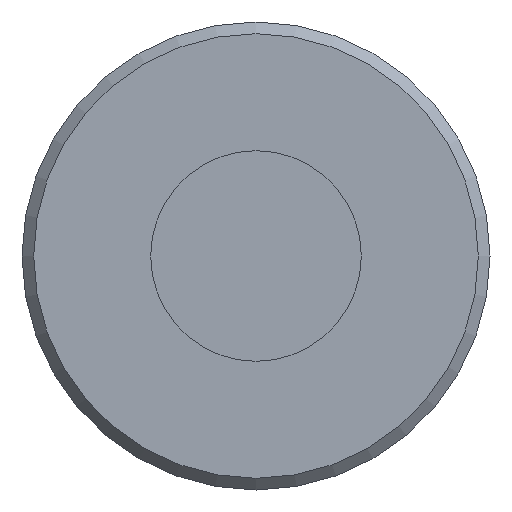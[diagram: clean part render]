
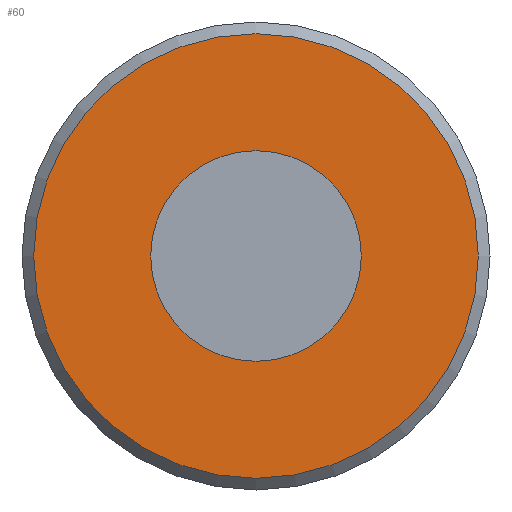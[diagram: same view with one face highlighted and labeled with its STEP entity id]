
A CAD part, front view. The second image highlights one B-rep face of the part: STEP entity #60.
In plain terms, the highlighted planar face has unit normal (0, -1, 0).
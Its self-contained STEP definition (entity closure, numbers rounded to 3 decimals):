
#60 = ADVANCED_FACE( '', ( #131, #132 ), #133, .F. );
#131 = FACE_BOUND( '', #210, .T. );
#132 = FACE_OUTER_BOUND( '', #211, .T. );
#133 = PLANE( '', #212 );
#210 = EDGE_LOOP( '', ( #301 ) );
#211 = EDGE_LOOP( '', ( #302 ) );
#212 = AXIS2_PLACEMENT_3D( '', #303, #304, #305 );
#301 = ORIENTED_EDGE( '', *, *, #355, .F. );
#302 = ORIENTED_EDGE( '', *, *, #378, .T. );
#303 = CARTESIAN_POINT( '', ( 19., 0., 0. ) );
#304 = DIRECTION( '', ( 0., 1., 0. ) );
#305 = DIRECTION( '', ( 0., 0., 1. ) );
#355 = EDGE_CURVE( '', #392, #392, #393, .T. );
#378 = EDGE_CURVE( '', #425, #425, #426, .T. );
#392 = VERTEX_POINT( '', #444 );
#393 = CIRCLE( '', #445, 9. );
#425 = VERTEX_POINT( '', #477 );
#426 = CIRCLE( '', #478, 19. );
#444 = CARTESIAN_POINT( '', ( 0., 0., -9. ) );
#445 = AXIS2_PLACEMENT_3D( '', #495, #496, #497 );
#477 = CARTESIAN_POINT( '', ( 0., 0., -19. ) );
#478 = AXIS2_PLACEMENT_3D( '', #531, #532, #533 );
#495 = CARTESIAN_POINT( '', ( 0., 0., 0. ) );
#496 = DIRECTION( '', ( 0., -1., 0. ) );
#497 = DIRECTION( '', ( 0., 0., -1. ) );
#531 = CARTESIAN_POINT( '', ( 0., 0., 0. ) );
#532 = DIRECTION( '', ( 0., -1., 0. ) );
#533 = DIRECTION( '', ( 0., 0., -1. ) );
